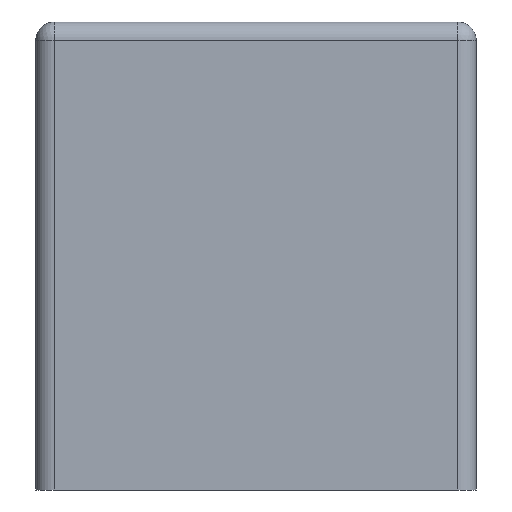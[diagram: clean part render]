
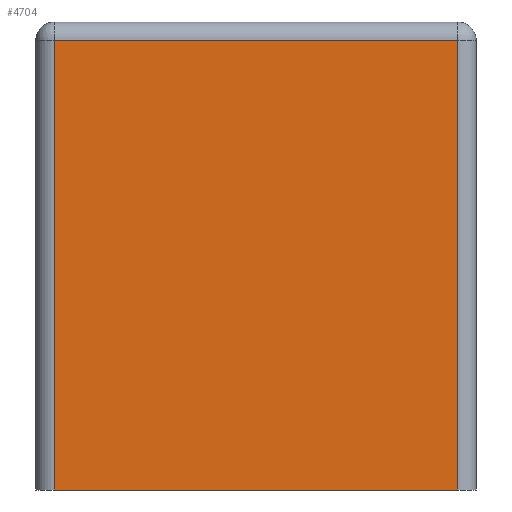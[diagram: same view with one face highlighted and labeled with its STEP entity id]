
A CAD part, left-side view. The second image highlights one B-rep face of the part: STEP entity #4704.
In plain terms, the highlighted planar face has unit normal (-1, 0, 0).
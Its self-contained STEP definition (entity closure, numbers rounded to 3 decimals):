
#155=PLANE('',#4940);
#348=FACE_OUTER_BOUND('',#616,.T.);
#616=EDGE_LOOP('',(#3794,#3795,#3796,#3797));
#921=LINE('',#6978,#1337);
#926=LINE('',#7004,#1342);
#930=LINE('',#7010,#1346);
#954=LINE('',#7061,#1370);
#1337=VECTOR('',#5288,10.);
#1342=VECTOR('',#5319,10.);
#1346=VECTOR('',#5327,10.);
#1370=VECTOR('',#5379,10.);
#2055=VERTEX_POINT('',#6971);
#2057=VERTEX_POINT('',#6976);
#2061=VERTEX_POINT('',#6993);
#2064=VERTEX_POINT('',#7000);
#2631=EDGE_CURVE('',#2057,#2055,#921,.T.);
#2644=EDGE_CURVE('',#2061,#2064,#926,.T.);
#2648=EDGE_CURVE('',#2055,#2061,#930,.T.);
#2673=EDGE_CURVE('',#2057,#2064,#954,.T.);
#3794=ORIENTED_EDGE('',*,*,#2631,.F.);
#3795=ORIENTED_EDGE('',*,*,#2673,.T.);
#3796=ORIENTED_EDGE('',*,*,#2644,.F.);
#3797=ORIENTED_EDGE('',*,*,#2648,.F.);
#4704=ADVANCED_FACE('',(#348),#155,.T.);
#4940=AXIS2_PLACEMENT_3D('',#7111,#5431,#5432);
#5288=DIRECTION('',(0.,0.,1.));
#5319=DIRECTION('',(0.,0.,-1.));
#5327=DIRECTION('',(0.,-1.,0.));
#5379=DIRECTION('',(0.,-1.,0.));
#5431=DIRECTION('center_axis',(-1.,0.,0.));
#5432=DIRECTION('ref_axis',(0.,-1.,0.));
#6971=CARTESIAN_POINT('',(-1.95,2.242,4.9));
#6976=CARTESIAN_POINT('',(-1.95,2.242,0.));
#6978=CARTESIAN_POINT('',(-1.95,2.242,0.));
#6993=CARTESIAN_POINT('',(-1.95,-2.158,4.9));
#7000=CARTESIAN_POINT('',(-1.95,-2.158,0.));
#7004=CARTESIAN_POINT('',(-1.95,-2.158,0.));
#7010=CARTESIAN_POINT('',(-1.95,1.242,4.9));
#7061=CARTESIAN_POINT('',(-1.95,2.442,0.));
#7111=CARTESIAN_POINT('Origin',(-1.95,2.442,0.));
